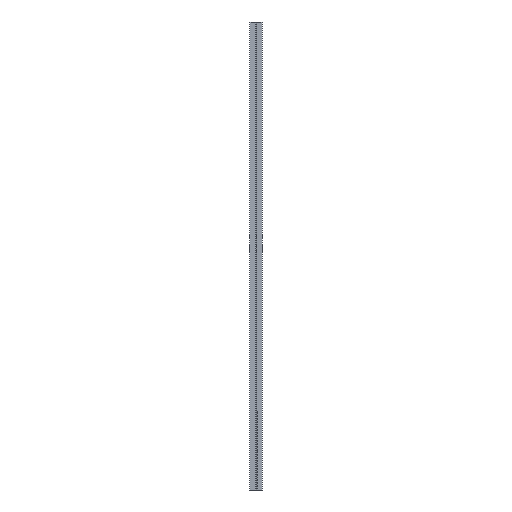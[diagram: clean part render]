
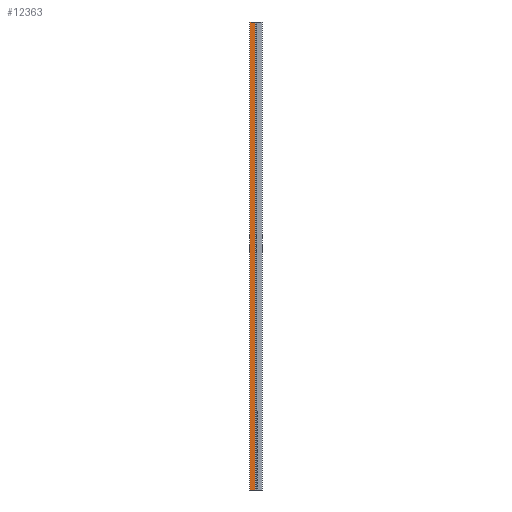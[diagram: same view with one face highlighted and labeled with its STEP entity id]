
A CAD part, left-side view. The second image highlights one B-rep face of the part: STEP entity #12363.
In plain terms, the highlighted planar face has unit normal (-1, 0, 0).
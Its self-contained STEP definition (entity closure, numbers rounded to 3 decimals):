
#279 = CARTESIAN_POINT ( 'NONE',  ( -20.5, 38.5, 3000. ) ) ;
#1231 = VERTEX_POINT ( 'NONE', #6006 ) ;
#1540 = VECTOR ( 'NONE', #2501, 1000. ) ;
#2501 = DIRECTION ( 'NONE',  ( 0., -1., 0. ) ) ;
#2565 = ORIENTED_EDGE ( 'NONE', *, *, #9935, .T. ) ;
#3237 = ORIENTED_EDGE ( 'NONE', *, *, #15354, .T. ) ;
#3432 = CARTESIAN_POINT ( 'NONE',  ( -20.5, 4.5, 0. ) ) ;
#4718 = CARTESIAN_POINT ( 'NONE',  ( -20.5, 4.5, 3000. ) ) ;
#6006 = CARTESIAN_POINT ( 'NONE',  ( -20.5, 38.5, 0. ) ) ;
#6233 = FACE_OUTER_BOUND ( 'NONE', #9958, .T. ) ;
#7639 = VERTEX_POINT ( 'NONE', #24567 ) ;
#8963 = LINE ( 'NONE', #279, #16008 ) ;
#9935 = EDGE_CURVE ( 'NONE', #25574, #1231, #8963, .T. ) ;
#9958 = EDGE_LOOP ( 'NONE', ( #3237, #18982, #13425, #2565 ) ) ;
#10423 = CARTESIAN_POINT ( 'NONE',  ( -20.5, 4.5, 3000. ) ) ;
#11398 = VECTOR ( 'NONE', #20086, 1000. ) ;
#12106 = LINE ( 'NONE', #3432, #11398 ) ;
#12363 = ADVANCED_FACE ( 'NONE', ( #6233 ), #23017, .F. ) ;
#13101 = DIRECTION ( 'NONE',  ( 1., 0., 0. ) ) ;
#13425 = ORIENTED_EDGE ( 'NONE', *, *, #25293, .F. ) ;
#14584 = VERTEX_POINT ( 'NONE', #24044 ) ;
#14995 = DIRECTION ( 'NONE',  ( 0., 0., -1. ) ) ;
#15354 = EDGE_CURVE ( 'NONE', #1231, #14584, #12106, .T. ) ;
#16008 = VECTOR ( 'NONE', #14995, 1000. ) ;
#17867 = AXIS2_PLACEMENT_3D ( 'NONE', #4718, #13101, #21074 ) ;
#18801 = DIRECTION ( 'NONE',  ( 0., 0., -1. ) ) ;
#18982 = ORIENTED_EDGE ( 'NONE', *, *, #27009, .F. ) ;
#20086 = DIRECTION ( 'NONE',  ( 0., -1., 0. ) ) ;
#21074 = DIRECTION ( 'NONE',  ( 0., 0., -1. ) ) ;
#21206 = CARTESIAN_POINT ( 'NONE',  ( -20.5, 4.5, 3000. ) ) ;
#22740 = VECTOR ( 'NONE', #18801, 1000. ) ;
#22921 = LINE ( 'NONE', #10423, #22740 ) ;
#23017 = PLANE ( 'NONE',  #17867 ) ;
#23806 = LINE ( 'NONE', #21206, #1540 ) ;
#24044 = CARTESIAN_POINT ( 'NONE',  ( -20.5, 4.5, 0. ) ) ;
#24567 = CARTESIAN_POINT ( 'NONE',  ( -20.5, 4.5, 3000. ) ) ;
#25293 = EDGE_CURVE ( 'NONE', #25574, #7639, #23806, .T. ) ;
#25574 = VERTEX_POINT ( 'NONE', #26969 ) ;
#26969 = CARTESIAN_POINT ( 'NONE',  ( -20.5, 38.5, 3000. ) ) ;
#27009 = EDGE_CURVE ( 'NONE', #7639, #14584, #22921, .T. ) ;
